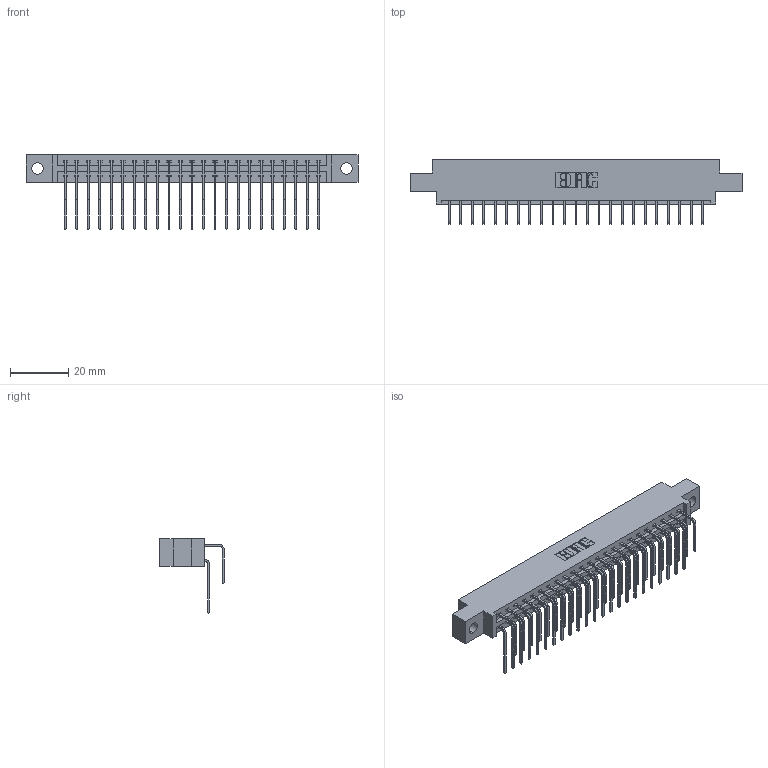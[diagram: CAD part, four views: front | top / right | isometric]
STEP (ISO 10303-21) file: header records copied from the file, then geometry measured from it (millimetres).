
FILE_DESCRIPTION (( 'STEP AP203' ), '1' );
FILE_NAME ('337-046-558-804.STEP', '2019-10-11T14:53:02', ( '' ), ( '' ), 'SwSTEP 2.0', 'SolidWorks 2016', '' );
FILE_SCHEMA (( 'CONFIG_CONTROL_DESIGN' ));
Length unit declared in the file: inch
Products named in the file (4): 345-292-001_558 559 Tail - 1; 345-292-001_558 Tail - 2; 337-046-558-804; 337 Part_0.170 Offset - 0.156 Dia-TH
Assembly tree (47 placements, depth 2):
  337-046-558-804
    337 Part_0.170 Offset - 0.156 Dia-TH
    345-292-001_558 559 Tail - 1  x23
    345-292-001_558 Tail - 2  x23
Bounding box: 114.15 x 22.17 x 25.53 mm (x, y, z)
Volume: 11836.9 mm3; surface area: 14434.7 mm2
Topology: 47 solids, 47 shells, 2694 faces, 8005 edges, 5274 vertices
Faces by surface type: plane 1914, cylinder 780
Entity records: 22209 total; most frequent: CARTESIAN_POINT 3805, ORIENTED_EDGE 3690, DIRECTION 3253, EDGE_CURVE 1845, VECTOR 1677, LINE 1677, VERTEX_POINT 1226, AXIS2_PLACEMENT_3D 788
